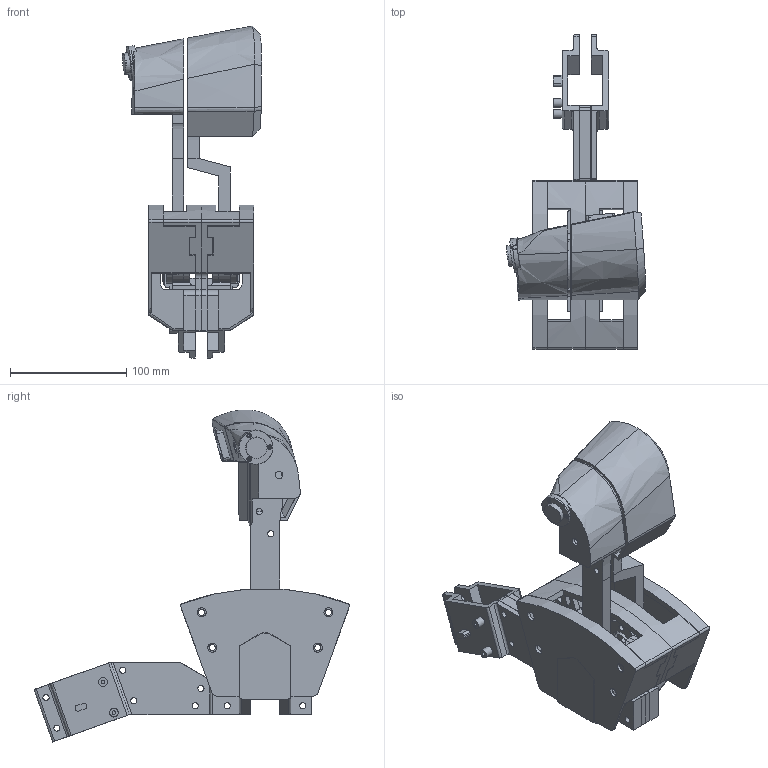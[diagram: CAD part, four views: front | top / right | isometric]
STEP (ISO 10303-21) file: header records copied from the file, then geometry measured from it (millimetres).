
FILE_DESCRIPTION(/* description */ ('STEP AP242','CAx-IF Rec.Pracs.---Representation and Presentation of Product Manufacturing Information (PMI)---4.0---2014-10-13','CAx-IF Rec.Pracs.---3D Tessellated Geometry---0.4---2014-09-14','2;1'),/* implementation_level */ '2;1');
FILE_NAME(/* name */ '61caee5b608ed51ed8dcb257',/* time_stamp */ '2021-12-28T11:00:46+00:00',/* author */ (''),/* organization */ (''),/* preprocessor_version */ 'ST-DEVELOPER v18.101',/* originating_system */ ' ',/* authorisation */ ' ');
FILE_SCHEMA (('AP242_MANAGED_MODEL_BASED_3D_ENGINEERING_MIM_LF { 1 0 10303 442 1 1 4 }'));
Length unit declared in the file: metre
Products named in the file (32): Casing holder left; Right side throttle; Left wheel control; Left side throttle; Left side strut; Right side strut; Right side strut bearing cap; Left side strut bearing cap; Axel cap; Right side tensioner; Left side tensioner; Left side strut stopper; Left side sensor holder; Right side strut stopper; Right side sensor stopper; Right side speed brake switch cup; Right target designator cup; Right IFF interogate cup; Left side center axel; Right side center axel; Left side multi function button cup; Multi function button housing; Right side clamp; Left side clamp; Ledt side wheel inner holder; Right side speed brake switch holder; Left wheel control holder; Clamp torsion resistor; Casing Right; Casing Left; Casing holder right
Bounding box: 119.44 x 270.44 x 285.06 mm (x, y, z)
Volume: 667650 mm3; surface area: 326429 mm2
Topology: 32 solids, 32 shells, 1246 faces, 3386 edges, 2257 vertices
Faces by surface type: plane 784, cylinder 417, bspline 45
Full cylindrical faces by diameter (mm): 2.1 x30, 3.1 x2, 4 x6, 5 x5, 5.25 x102, 6.1 x2, 6.35 x1, 7.5 x4, 7.75 x8, 8 x5, 10.5 x8, 11.6 x2, 12 x4, 15 x1, 15.3 x1, 16 x6, 18 x4, 21 x7, 24 x4, 29 x1
Entity records: 41133 total; most frequent: CARTESIAN_POINT 8974, DIRECTION 6300, ORIENTED_EDGE 6238, EDGE_CURVE 3119, VERTEX_POINT 2197, LINE 2110, VECTOR 2110, AXIS2_PLACEMENT_3D 2095
